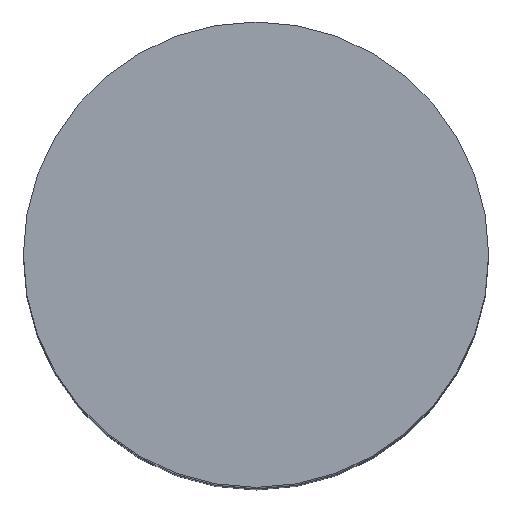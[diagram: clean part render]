
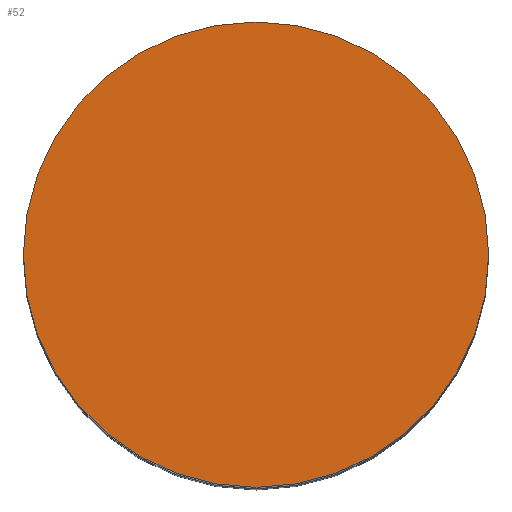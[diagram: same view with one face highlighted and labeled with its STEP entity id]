
A CAD part, top view. The second image highlights one B-rep face of the part: STEP entity #52.
In plain terms, the highlighted planar face has unit normal (0, 0, 1).
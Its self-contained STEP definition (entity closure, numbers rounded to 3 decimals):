
#52=ADVANCED_FACE('',(#70),#71,.T.);
#70=FACE_OUTER_BOUND('',#92,.T.);
#71=PLANE('',#93);
#92=EDGE_LOOP('',(#143,#144));
#93=AXIS2_PLACEMENT_3D('',#145,#146,#147);
#143=ORIENTED_EDGE('',*,*,#182,.T.);
#144=ORIENTED_EDGE('',*,*,#172,.T.);
#145=CARTESIAN_POINT('',(0.0,0.0,10.5));
#146=DIRECTION('',(0.0,0.0,1.0));
#147=DIRECTION('',(1.0,0.0,0.0));
#172=EDGE_CURVE('',#196,#193,#197,.T.);
#182=EDGE_CURVE('',#193,#196,#212,.T.);
#193=VERTEX_POINT('',#225);
#196=VERTEX_POINT('',#229);
#197=CIRCLE('',#230,2.0);
#212=CIRCLE('',#248,2.0);
#225=CARTESIAN_POINT('',(2.0,0.0,10.5));
#229=CARTESIAN_POINT('',(-2.0,0.,10.5));
#230=AXIS2_PLACEMENT_3D('',#260,#261,#262);
#248=AXIS2_PLACEMENT_3D('',#284,#285,#286);
#260=CARTESIAN_POINT('',(0.0,0.0,10.5));
#261=DIRECTION('',(0.0,0.0,1.0));
#262=DIRECTION('',(1.0,0.0,0.0));
#284=CARTESIAN_POINT('',(0.0,0.0,10.5));
#285=DIRECTION('',(0.0,0.0,1.0));
#286=DIRECTION('',(1.0,0.0,0.0));
